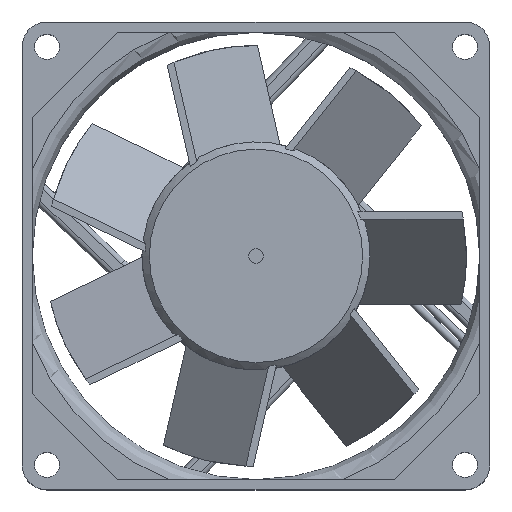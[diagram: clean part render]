
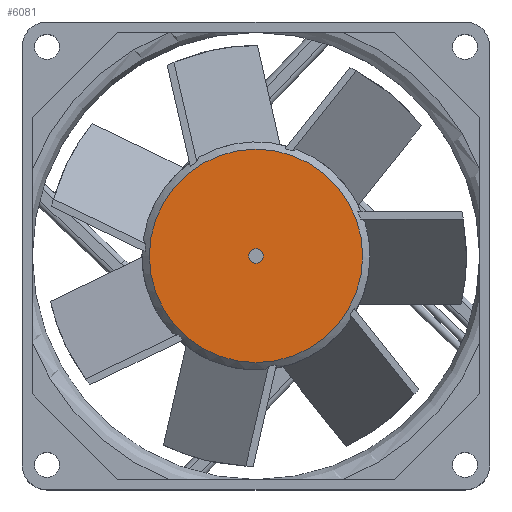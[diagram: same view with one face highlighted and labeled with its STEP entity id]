
A CAD part, top view. The second image highlights one B-rep face of the part: STEP entity #6081.
In plain terms, the highlighted planar face has unit normal (0, 0, 1).
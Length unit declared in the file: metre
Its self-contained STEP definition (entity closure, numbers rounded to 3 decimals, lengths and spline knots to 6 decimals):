
#2556=ORIENTED_EDGE('',*,*,#4022,.F.);
#2557=ORIENTED_EDGE('',*,*,#4023,.F.);
#4022=EDGE_CURVE('',#4937,#4937,#5156,.T.);
#4023=EDGE_CURVE('',#4938,#4938,#5157,.T.);
#4937=VERTEX_POINT('',#10542);
#4938=VERTEX_POINT('',#10544);
#5156=CIRCLE('',#6682,0.00125);
#5157=CIRCLE('',#6683,0.01825);
#5383=EDGE_LOOP('',(#2556));
#5384=EDGE_LOOP('',(#2557));
#5689=FACE_BOUND('',#5383,.T.);
#5690=FACE_BOUND('',#5384,.T.);
#5909=PLANE('',#6681);
#6081=ADVANCED_FACE('',(#5689,#5690),#5909,.F.);
#6681=AXIS2_PLACEMENT_3D('',#10540,#7678,#7679);
#6682=AXIS2_PLACEMENT_3D('',#10541,#7680,#7681);
#6683=AXIS2_PLACEMENT_3D('',#10543,#7682,#7683);
#7678=DIRECTION('',(0.,0.,-1.));
#7679=DIRECTION('',(-1.,0.,0.));
#7680=DIRECTION('',(0.,0.,1.));
#7681=DIRECTION('',(1.,0.,0.));
#7682=DIRECTION('',(0.,0.,-1.));
#7683=DIRECTION('',(-1.,0.,0.));
#10540=CARTESIAN_POINT('',(0.009125,0.,0.0245));
#10541=CARTESIAN_POINT('',(0.,0.,0.0245));
#10542=CARTESIAN_POINT('',(0.00125,0.,0.0245));
#10543=CARTESIAN_POINT('',(0.,0.,0.0245));
#10544=CARTESIAN_POINT('',(-0.01825,0.,0.0245));
